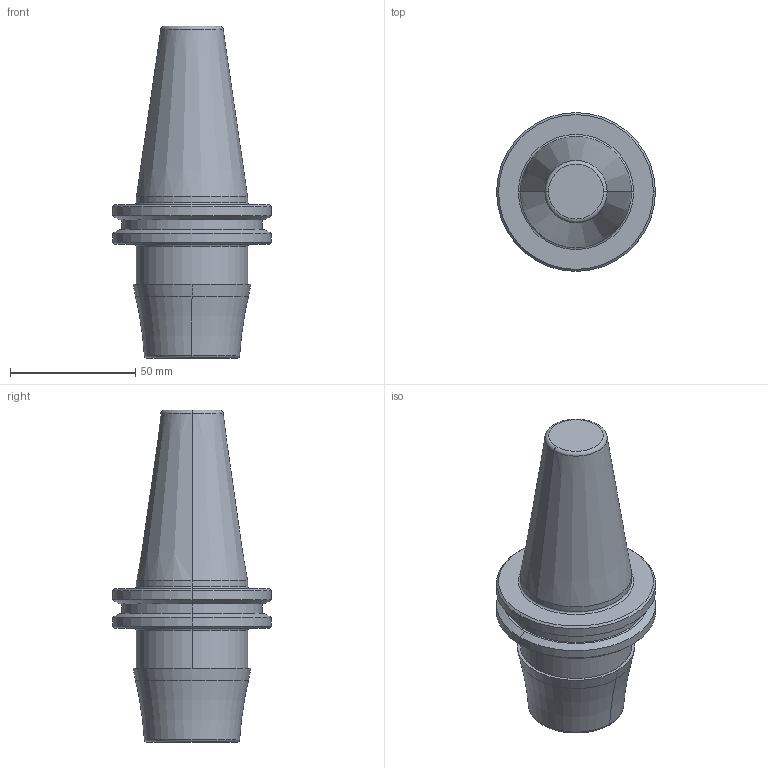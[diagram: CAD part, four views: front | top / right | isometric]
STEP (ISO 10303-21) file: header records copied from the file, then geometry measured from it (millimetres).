
FILE_DESCRIPTION((''),'2;1');
FILE_NAME('607663535-000-00-E43','2022-05-31T10:53:34',('muellerst1'),(''),'CREO PARAMETRIC BY PTC INC, 2021184','CREO PARAMETRIC BY PTC INC, 2021184','');
FILE_SCHEMA(('AP242_MANAGED_MODEL_BASED_3D_ENGINEERING_MIM_LF { 1 0 10303 442 1 1 4 }'));
Length unit declared in the file: millimetre
Products named in the file (1): 607663535-000-00-E43
Bounding box: 63.5 x 63.5 x 132.75 mm (x, y, z)
Volume: 166386.7 mm3; surface area: 25832.9 mm2
Topology: 1 solids, 1 shells, 44 faces, 86 edges, 50 vertices
Faces by surface type: cylinder 12, torus 12, cone 10, plane 8, bspline 2
Entity records: 2359 total; most frequent: DIRECTION 277, CARTESIAN_POINT 258, ORIENTED_EDGE 172, AXIS2_PLACEMENT_3D 127, PROPERTY_DEFINITION 111, REPRESENTATION 110, PROPERTY_DEFINITION_REPRESENTATION 110, GENERAL_PROPERTY 104
